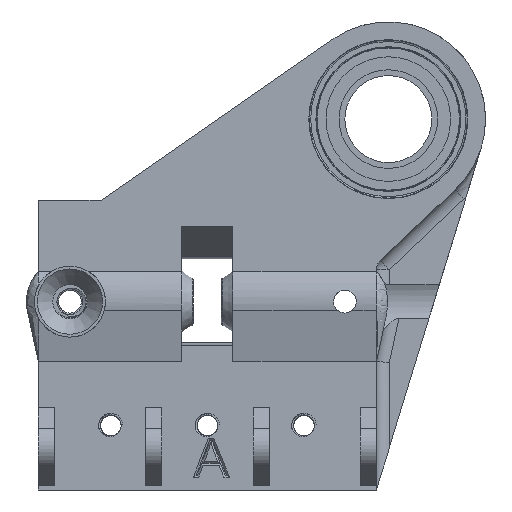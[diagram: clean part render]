
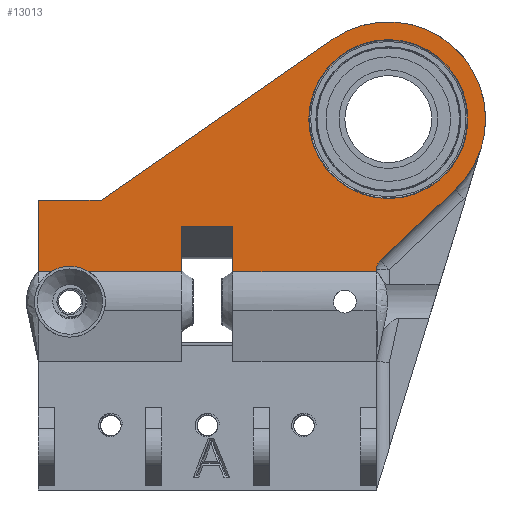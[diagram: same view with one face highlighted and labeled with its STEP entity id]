
A CAD part, front view. The second image highlights one B-rep face of the part: STEP entity #13013.
In plain terms, the highlighted planar face has unit normal (0, -1, 0).
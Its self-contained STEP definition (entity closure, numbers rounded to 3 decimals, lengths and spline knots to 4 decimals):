
#150=FACE_BOUND('',#1841,.T.);
#414=PLANE('',#13983);
#1073=FACE_OUTER_BOUND('',#1840,.T.);
#1840=EDGE_LOOP('',(#11243,#11244,#11245,#11246,#11247,#11248,#11249,#11250,
#11251,#11252,#11253,#11254,#11255,#11256));
#1841=EDGE_LOOP('',(#11257));
#3005=CIRCLE('',#13682,0.1);
#3073=CIRCLE('',#13856,0.2755);
#3082=CIRCLE('',#13883,0.6139);
#3103=CIRCLE('',#13919,0.7549);
#3684=LINE('',#30507,#4451);
#3794=LINE('',#33240,#4561);
#3819=LINE('',#34218,#4586);
#3831=LINE('',#34784,#4598);
#3835=LINE('',#34792,#4602);
#3852=LINE('',#34878,#4619);
#3866=LINE('',#34907,#4633);
#3877=LINE('',#34932,#4644);
#3878=LINE('',#34934,#4645);
#3879=LINE('',#34936,#4646);
#3880=LINE('',#34937,#4647);
#4451=VECTOR('',#15776,0.3937);
#4561=VECTOR('',#16186,0.3937);
#4586=VECTOR('',#16277,0.3937);
#4598=VECTOR('',#16389,0.3937);
#4602=VECTOR('',#16399,0.3937);
#4619=VECTOR('',#16506,0.3937);
#4633=VECTOR('',#16540,0.3937);
#4644=VECTOR('',#16567,0.3937);
#4645=VECTOR('',#16568,0.3937);
#4646=VECTOR('',#16569,0.3937);
#4647=VECTOR('',#16570,0.3937);
#5765=VERTEX_POINT('',#30493);
#5766=VERTEX_POINT('',#30495);
#5767=VERTEX_POINT('',#30506);
#5882=VERTEX_POINT('',#33239);
#5885=VERTEX_POINT('',#33247);
#5909=VERTEX_POINT('',#33477);
#5910=VERTEX_POINT('',#33488);
#5916=VERTEX_POINT('',#34724);
#5933=VERTEX_POINT('',#34782);
#5934=VERTEX_POINT('',#34783);
#5935=VERTEX_POINT('',#34788);
#5959=VERTEX_POINT('',#34876);
#5970=VERTEX_POINT('',#34931);
#5971=VERTEX_POINT('',#34933);
#5972=VERTEX_POINT('',#34935);
#7487=EDGE_CURVE('',#5765,#5766,#3005,.T.);
#7490=EDGE_CURVE('',#5767,#5766,#3684,.T.);
#7724=EDGE_CURVE('',#5882,#5767,#3794,.T.);
#7765=EDGE_CURVE('',#5910,#5909,#3073,.T.);
#7785=EDGE_CURVE('',#5885,#5910,#3819,.T.);
#7798=EDGE_CURVE('',#5916,#5916,#3082,.F.);
#7825=EDGE_CURVE('',#5933,#5934,#3831,.T.);
#7828=EDGE_CURVE('',#5934,#5935,#3103,.T.);
#7830=EDGE_CURVE('',#5935,#5765,#3835,.T.);
#7871=EDGE_CURVE('',#5959,#5933,#3852,.T.);
#7885=EDGE_CURVE('',#5885,#5959,#3866,.T.);
#7897=EDGE_CURVE('',#5909,#5970,#3877,.T.);
#7898=EDGE_CURVE('',#5970,#5971,#3878,.T.);
#7899=EDGE_CURVE('',#5971,#5972,#3879,.T.);
#7900=EDGE_CURVE('',#5972,#5882,#3880,.T.);
#11243=ORIENTED_EDGE('',*,*,#7765,.T.);
#11244=ORIENTED_EDGE('',*,*,#7897,.T.);
#11245=ORIENTED_EDGE('',*,*,#7898,.T.);
#11246=ORIENTED_EDGE('',*,*,#7899,.T.);
#11247=ORIENTED_EDGE('',*,*,#7900,.T.);
#11248=ORIENTED_EDGE('',*,*,#7724,.T.);
#11249=ORIENTED_EDGE('',*,*,#7490,.T.);
#11250=ORIENTED_EDGE('',*,*,#7487,.F.);
#11251=ORIENTED_EDGE('',*,*,#7830,.F.);
#11252=ORIENTED_EDGE('',*,*,#7828,.F.);
#11253=ORIENTED_EDGE('',*,*,#7825,.F.);
#11254=ORIENTED_EDGE('',*,*,#7871,.F.);
#11255=ORIENTED_EDGE('',*,*,#7885,.F.);
#11256=ORIENTED_EDGE('',*,*,#7785,.T.);
#11257=ORIENTED_EDGE('',*,*,#7798,.F.);
#13013=ADVANCED_FACE('',(#1073,#150),#414,.T.);
#13682=AXIS2_PLACEMENT_3D('',#30496,#15769,#15770);
#13856=AXIS2_PLACEMENT_3D('',#33489,#16244,#16245);
#13883=AXIS2_PLACEMENT_3D('',#34725,#16313,#16314);
#13919=AXIS2_PLACEMENT_3D('',#34789,#16394,#16395);
#13983=AXIS2_PLACEMENT_3D('',#34930,#16565,#16566);
#15769=DIRECTION('center_axis',(0.,-1.,0.));
#15770=DIRECTION('ref_axis',(-0.918,0.,0.396));
#15776=DIRECTION('',(0.,0.,1.));
#16186=DIRECTION('',(1.,0.,0.));
#16244=DIRECTION('center_axis',(0.,1.,0.));
#16245=DIRECTION('ref_axis',(1.,0.,0.));
#16277=DIRECTION('',(1.,0.,0.));
#16313=DIRECTION('center_axis',(0.,1.,0.));
#16314=DIRECTION('ref_axis',(0.,0.,1.));
#16389=DIRECTION('',(0.821,0.,0.571));
#16394=DIRECTION('center_axis',(0.,1.,0.));
#16395=DIRECTION('ref_axis',(-0.571,0.,0.821));
#16399=DIRECTION('',(-0.727,0.,-0.687));
#16506=DIRECTION('',(1.,0.,0.));
#16540=DIRECTION('',(0.,0.,1.));
#16565=DIRECTION('center_axis',(0.,-1.,0.));
#16566=DIRECTION('ref_axis',(-1.,0.,0.));
#16567=DIRECTION('',(1.,0.,0.));
#16568=DIRECTION('',(0.,0.,1.));
#16569=DIRECTION('',(1.,0.,0.));
#16570=DIRECTION('',(0.,0.,-1.));
#30493=CARTESIAN_POINT('',(1.3438,-1.3125,12.7833));
#30495=CARTESIAN_POINT('',(1.3125,-1.3125,12.7106));
#30496=CARTESIAN_POINT('Origin',(1.4125,-1.3125,12.7106));
#30506=CARTESIAN_POINT('',(1.3125,-1.3125,12.6946));
#30507=CARTESIAN_POINT('',(1.3125,-1.3125,12.));
#33239=CARTESIAN_POINT('',(0.198,-1.3125,12.6946));
#33240=CARTESIAN_POINT('',(0.198,-1.3125,12.6946));
#33247=CARTESIAN_POINT('',(-1.3125,-1.3125,12.6946));
#33477=CARTESIAN_POINT('',(-0.9191,-1.3125,12.6946));
#33488=CARTESIAN_POINT('',(-1.2159,-1.3125,12.6946));
#33489=CARTESIAN_POINT('Origin',(-1.0675,-1.3125,12.4625));
#34218=CARTESIAN_POINT('',(-0.198,-1.3125,12.6946));
#34724=CARTESIAN_POINT('',(2.0189,-1.3125,13.88));
#34725=CARTESIAN_POINT('Origin',(1.405,-1.3125,13.88));
#34782=CARTESIAN_POINT('',(-0.825,-1.3125,13.25));
#34783=CARTESIAN_POINT('',(0.9743,-1.3125,14.5));
#34784=CARTESIAN_POINT('',(0.6751,-1.3125,14.2922));
#34788=CARTESIAN_POINT('',(1.9236,-1.3125,13.3314));
#34789=CARTESIAN_POINT('Origin',(1.405,-1.3125,13.88));
#34792=CARTESIAN_POINT('',(1.3383,-1.3125,12.7781));
#34876=CARTESIAN_POINT('',(-1.3125,-1.3125,13.25));
#34878=CARTESIAN_POINT('',(-1.3125,-1.3125,13.25));
#34907=CARTESIAN_POINT('',(-1.3125,-1.3125,12.));
#34930=CARTESIAN_POINT('Origin',(1.3125,-1.3125,12.));
#34931=CARTESIAN_POINT('',(-0.198,-1.3125,12.6946));
#34932=CARTESIAN_POINT('',(-0.198,-1.3125,12.6946));
#34933=CARTESIAN_POINT('',(-0.198,-1.3125,13.0461));
#34934=CARTESIAN_POINT('',(-0.198,-1.3125,12.309));
#34935=CARTESIAN_POINT('',(0.198,-1.3125,13.0461));
#34936=CARTESIAN_POINT('',(0.6563,-1.3125,13.0461));
#34937=CARTESIAN_POINT('',(0.198,-1.3125,12.309));
